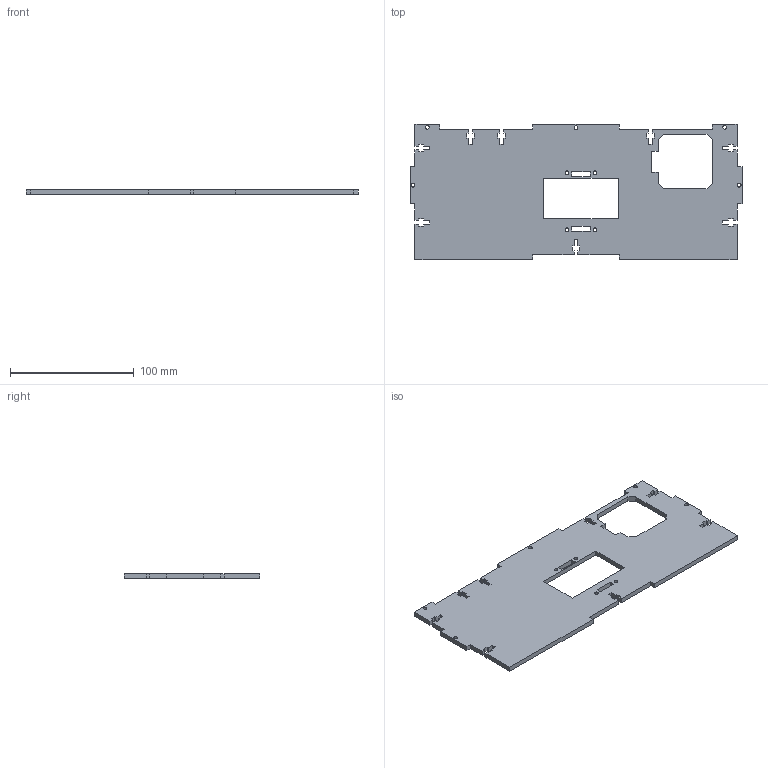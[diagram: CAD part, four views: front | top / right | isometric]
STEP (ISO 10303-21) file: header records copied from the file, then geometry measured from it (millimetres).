
FILE_DESCRIPTION(('STEP AP203'), '1');
FILE_NAME('?????? ?????? ??????', '', ('UNSPECIFIED'), ('UNSPECIFIED'), 'C3D Converter', 'C3D Toolkit', '');
FILE_SCHEMA(('CONFIG_CONTROL_DESIGN'));
Length unit declared in the file: millimetre
Bounding box: 268 x 109 x 4 mm (x, y, z)
Volume: 92687.5 mm3; surface area: 52504.9 mm2
Topology: 1 solids, 1 shells, 155 faces, 459 edges, 306 vertices
Faces by surface type: plane 146, cylinder 9
Full cylindrical faces by diameter (mm): 3 x9
Entity records: 5138 total; most frequent: CARTESIAN_POINT 912, ORIENTED_EDGE 900, DIRECTION 780, EDGE_CURVE 450, LINE 432, VECTOR 432, VERTEX_POINT 306, EDGE_LOOP 190
